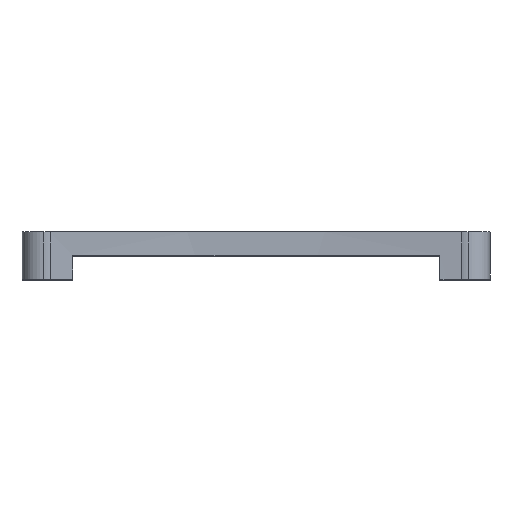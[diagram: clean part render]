
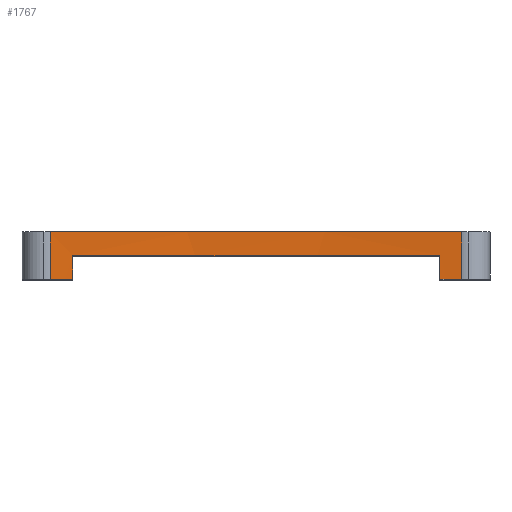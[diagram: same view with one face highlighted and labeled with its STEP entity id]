
A CAD part, top view. The second image highlights one B-rep face of the part: STEP entity #1767.
In plain terms, the highlighted cylindrical face has radius 980.547 mm (diameter 1961.09 mm), a partial arc.
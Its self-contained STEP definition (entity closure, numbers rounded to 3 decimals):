
#35 = LINE ( 'NONE', #1303, #3637 ) ;
#102 = VERTEX_POINT ( 'NONE', #629 ) ;
#191 = CYLINDRICAL_SURFACE ( 'NONE', #2814, 980.547 ) ;
#214 = DIRECTION ( 'NONE',  ( 0., 0., 1. ) ) ;
#250 = LINE ( 'NONE', #564, #2701 ) ;
#328 = CARTESIAN_POINT ( 'NONE',  ( 0., -63., 1075.186 ) ) ;
#338 = ORIENTED_EDGE ( 'NONE', *, *, #1433, .F. ) ;
#444 = CARTESIAN_POINT ( 'NONE',  ( 77.673, -53., 97.72 ) ) ;
#561 = VECTOR ( 'NONE', #3857, 1000. ) ;
#564 = CARTESIAN_POINT ( 'NONE',  ( -77.513, -63., 97.707 ) ) ;
#610 = DIRECTION ( 'NONE',  ( 0., 0., -1. ) ) ;
#616 = VERTEX_POINT ( 'NONE', #444 ) ;
#629 = CARTESIAN_POINT ( 'NONE',  ( -77.513, -63., 97.707 ) ) ;
#637 = EDGE_CURVE ( 'NONE', #4005, #969, #35, .T. ) ;
#745 = EDGE_CURVE ( 'NONE', #2551, #4046, #1001, .T. ) ;
#784 = DIRECTION ( 'NONE',  ( 0., 1., 0. ) ) ;
#912 = VECTOR ( 'NONE', #1574, 1000. ) ;
#925 = DIRECTION ( 'NONE',  ( 0., 0., -1. ) ) ;
#969 = VERTEX_POINT ( 'NONE', #2757 ) ;
#1001 = LINE ( 'NONE', #3487, #561 ) ;
#1133 = ORIENTED_EDGE ( 'NONE', *, *, #745, .T. ) ;
#1164 = EDGE_CURVE ( 'NONE', #102, #2936, #250, .T. ) ;
#1198 = CARTESIAN_POINT ( 'NONE',  ( -86.993, -63., 98.505 ) ) ;
#1296 = CARTESIAN_POINT ( 'NONE',  ( 77.673, -63., 97.72 ) ) ;
#1303 = CARTESIAN_POINT ( 'NONE',  ( -86.993, -63., 98.505 ) ) ;
#1335 = CARTESIAN_POINT ( 'NONE',  ( -77.513, -53., 97.707 ) ) ;
#1433 = EDGE_CURVE ( 'NONE', #2074, #616, #1533, .T. ) ;
#1533 = LINE ( 'NONE', #2160, #912 ) ;
#1574 = DIRECTION ( 'NONE',  ( 0., 1., 0. ) ) ;
#1636 = AXIS2_PLACEMENT_3D ( 'NONE', #3724, #2191, #925 ) ;
#1721 = CIRCLE ( 'NONE', #3858, 980.547 ) ;
#1729 = CARTESIAN_POINT ( 'NONE',  ( 86.993, -63., 98.505 ) ) ;
#1767 = ADVANCED_FACE ( 'NONE', ( #2717 ), #191, .F. ) ;
#1782 = CIRCLE ( 'NONE', #2880, 980.547 ) ;
#1997 = DIRECTION ( 'NONE',  ( 0., -1., 0. ) ) ;
#2030 = AXIS2_PLACEMENT_3D ( 'NONE', #2276, #1997, #3177 ) ;
#2074 = VERTEX_POINT ( 'NONE', #1296 ) ;
#2150 = DIRECTION ( 'NONE',  ( 0., -1., 0. ) ) ;
#2160 = CARTESIAN_POINT ( 'NONE',  ( 77.673, -63., 97.72 ) ) ;
#2178 = ORIENTED_EDGE ( 'NONE', *, *, #3553, .T. ) ;
#2191 = DIRECTION ( 'NONE',  ( 0., -1., 0. ) ) ;
#2276 = CARTESIAN_POINT ( 'NONE',  ( 0., -43., 1075.186 ) ) ;
#2356 = DIRECTION ( 'NONE',  ( 0., 0., -1. ) ) ;
#2387 = CARTESIAN_POINT ( 'NONE',  ( 0., -63., 1075.186 ) ) ;
#2388 = EDGE_CURVE ( 'NONE', #4005, #102, #3327, .T. ) ;
#2399 = CARTESIAN_POINT ( 'NONE',  ( 0., -53., 1075.186 ) ) ;
#2514 = DIRECTION ( 'NONE',  ( 0., 1., 0. ) ) ;
#2551 = VERTEX_POINT ( 'NONE', #1729 ) ;
#2605 = ORIENTED_EDGE ( 'NONE', *, *, #1164, .T. ) ;
#2701 = VECTOR ( 'NONE', #3076, 1000. ) ;
#2717 = FACE_OUTER_BOUND ( 'NONE', #3426, .T. ) ;
#2757 = CARTESIAN_POINT ( 'NONE',  ( -86.993, -43., 98.505 ) ) ;
#2814 = AXIS2_PLACEMENT_3D ( 'NONE', #2387, #3038, #214 ) ;
#2880 = AXIS2_PLACEMENT_3D ( 'NONE', #328, #2150, #610 ) ;
#2936 = VERTEX_POINT ( 'NONE', #1335 ) ;
#3038 = DIRECTION ( 'NONE',  ( 0., 1., 0. ) ) ;
#3076 = DIRECTION ( 'NONE',  ( 0., 1., 0. ) ) ;
#3090 = ORIENTED_EDGE ( 'NONE', *, *, #2388, .T. ) ;
#3153 = ORIENTED_EDGE ( 'NONE', *, *, #3783, .F. ) ;
#3177 = DIRECTION ( 'NONE',  ( 0., 0., -1. ) ) ;
#3264 = CIRCLE ( 'NONE', #2030, 980.547 ) ;
#3327 = CIRCLE ( 'NONE', #1636, 980.547 ) ;
#3337 = EDGE_CURVE ( 'NONE', #969, #4046, #3264, .T. ) ;
#3426 = EDGE_LOOP ( 'NONE', ( #2178, #1133, #3696, #3886, #3090, #2605, #3153, #338 ) ) ;
#3487 = CARTESIAN_POINT ( 'NONE',  ( 86.993, -63., 98.505 ) ) ;
#3553 = EDGE_CURVE ( 'NONE', #2074, #2551, #1782, .T. ) ;
#3637 = VECTOR ( 'NONE', #2514, 1000. ) ;
#3696 = ORIENTED_EDGE ( 'NONE', *, *, #3337, .F. ) ;
#3722 = CARTESIAN_POINT ( 'NONE',  ( 86.993, -43., 98.505 ) ) ;
#3724 = CARTESIAN_POINT ( 'NONE',  ( 0., -63., 1075.186 ) ) ;
#3783 = EDGE_CURVE ( 'NONE', #616, #2936, #1721, .T. ) ;
#3857 = DIRECTION ( 'NONE',  ( 0., 1., 0. ) ) ;
#3858 = AXIS2_PLACEMENT_3D ( 'NONE', #2399, #784, #2356 ) ;
#3886 = ORIENTED_EDGE ( 'NONE', *, *, #637, .F. ) ;
#4005 = VERTEX_POINT ( 'NONE', #1198 ) ;
#4046 = VERTEX_POINT ( 'NONE', #3722 ) ;
